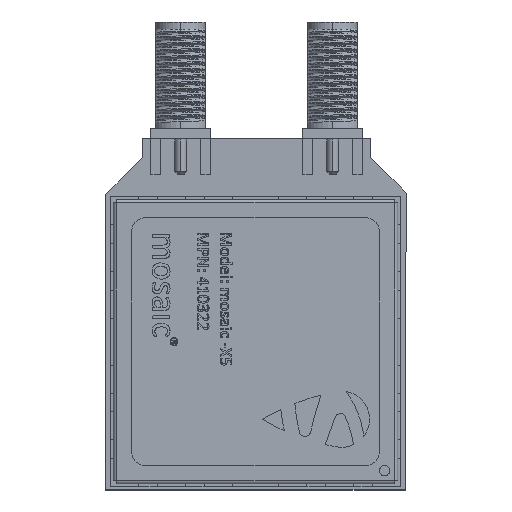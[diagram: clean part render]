
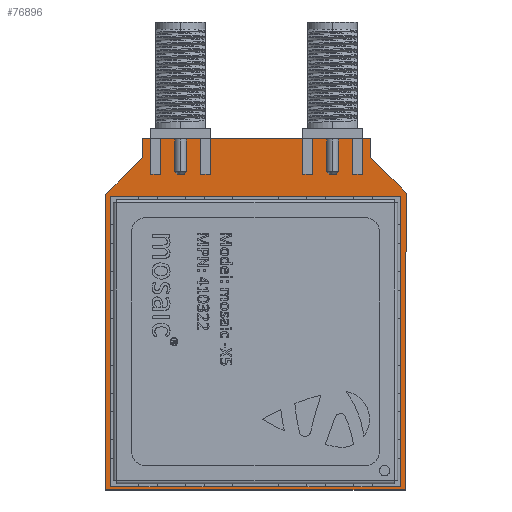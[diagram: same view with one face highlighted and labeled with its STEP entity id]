
A CAD part, top view. The second image highlights one B-rep face of the part: STEP entity #76896.
In plain terms, the highlighted planar face has unit normal (0, 0, 1).
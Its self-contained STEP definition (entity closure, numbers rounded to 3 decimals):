
#556 = ORIENTED_EDGE ( 'NONE', *, *, #149982, .T. ) ;
#591 = CARTESIAN_POINT ( 'NONE',  ( 0., -25.654, 1. ) ) ;
#728 = ORIENTED_EDGE ( 'NONE', *, *, #153811, .T. ) ;
#2154 = LINE ( 'NONE', #591, #51242 ) ;
#2953 = CARTESIAN_POINT ( 'NONE',  ( 0., 0., 1. ) ) ;
#5513 = CARTESIAN_POINT ( 'NONE',  ( -3.937, -29.591, 1. ) ) ;
#11136 = LINE ( 'NONE', #133332, #63825 ) ;
#11378 = VECTOR ( 'NONE', #22341, 1000. ) ;
#12819 = ORIENTED_EDGE ( 'NONE', *, *, #144376, .T. ) ;
#13032 = VERTEX_POINT ( 'NONE', #36192 ) ;
#13923 = DIRECTION ( 'NONE',  ( -0.707, 0.707, 0. ) ) ;
#16104 = VECTOR ( 'NONE', #42034, 1000. ) ;
#16107 = VECTOR ( 'NONE', #120330, 1000. ) ;
#20430 = CARTESIAN_POINT ( 'NONE',  ( -3.937, -61.214, 1. ) ) ;
#22246 = VERTEX_POINT ( 'NONE', #117263 ) ;
#22341 = DIRECTION ( 'NONE',  ( -1., 0., 0. ) ) ;
#26144 = VERTEX_POINT ( 'NONE', #56440 ) ;
#28674 = CARTESIAN_POINT ( 'NONE',  ( 28.194, -29.464, 1. ) ) ;
#34851 = VECTOR ( 'NONE', #13923, 1000. ) ;
#36192 = CARTESIAN_POINT ( 'NONE',  ( 0., -23.622, 1. ) ) ;
#37916 = DIRECTION ( 'NONE',  ( 0., -1., 0. ) ) ;
#38753 = EDGE_LOOP ( 'NONE', ( #105656, #129192, #109067, #12819, #73756, #728, #103095, #556 ) ) ;
#39780 = DIRECTION ( 'NONE',  ( 0.004, 1., 0. ) ) ;
#41578 = EDGE_CURVE ( 'NONE', #129680, #59084, #60756, .T. ) ;
#42034 = DIRECTION ( 'NONE',  ( -0.707, -0.707, 0. ) ) ;
#51242 = VECTOR ( 'NONE', #37916, 1000. ) ;
#51497 = VERTEX_POINT ( 'NONE', #93098 ) ;
#56440 = CARTESIAN_POINT ( 'NONE',  ( -3.937, -29.591, 1. ) ) ;
#57201 = EDGE_CURVE ( 'NONE', #95487, #129680, #148427, .T. ) ;
#59084 = VERTEX_POINT ( 'NONE', #96817 ) ;
#59841 = VECTOR ( 'NONE', #39780, 1000. ) ;
#60756 = LINE ( 'NONE', #156715, #34851 ) ;
#61571 = CARTESIAN_POINT ( 'NONE',  ( 0., -25.654, 1. ) ) ;
#62529 = FACE_OUTER_BOUND ( 'NONE', #38753, .T. ) ;
#63825 = VECTOR ( 'NONE', #143631, 1000. ) ;
#72779 = LINE ( 'NONE', #95757, #16107 ) ;
#72879 = DIRECTION ( 'NONE',  ( -1., 0., 0. ) ) ;
#73756 = ORIENTED_EDGE ( 'NONE', *, *, #76927, .T. ) ;
#76896 = ADVANCED_FACE ( 'NONE', ( #62529 ), #133927, .F. ) ;
#76927 = EDGE_CURVE ( 'NONE', #13032, #118475, #2154, .T. ) ;
#79074 = EDGE_CURVE ( 'NONE', #59084, #51497, #72779, .T. ) ;
#92642 = DIRECTION ( 'NONE',  ( 0., -1., 0. ) ) ;
#93098 = CARTESIAN_POINT ( 'NONE',  ( 24.384, -23.622, 1. ) ) ;
#95487 = VERTEX_POINT ( 'NONE', #121915 ) ;
#95757 = CARTESIAN_POINT ( 'NONE',  ( 24.384, -23.622, 1. ) ) ;
#96817 = CARTESIAN_POINT ( 'NONE',  ( 24.384, -25.654, 1. ) ) ;
#103095 = ORIENTED_EDGE ( 'NONE', *, *, #110715, .T. ) ;
#105656 = ORIENTED_EDGE ( 'NONE', *, *, #57201, .T. ) ;
#109067 = ORIENTED_EDGE ( 'NONE', *, *, #79074, .T. ) ;
#110715 = EDGE_CURVE ( 'NONE', #26144, #22246, #152873, .T. ) ;
#110897 = DIRECTION ( 'NONE',  ( 0., 0., -1. ) ) ;
#113528 = VECTOR ( 'NONE', #92642, 1000. ) ;
#114259 = LINE ( 'NONE', #5513, #16104 ) ;
#116782 = LINE ( 'NONE', #131814, #11378 ) ;
#117263 = CARTESIAN_POINT ( 'NONE',  ( -3.937, -61.214, 1. ) ) ;
#118475 = VERTEX_POINT ( 'NONE', #61571 ) ;
#119582 = AXIS2_PLACEMENT_3D ( 'NONE', #2953, #110897, #72879 ) ;
#120330 = DIRECTION ( 'NONE',  ( 0., 1., 0. ) ) ;
#121915 = CARTESIAN_POINT ( 'NONE',  ( 28.067, -61.214, 1. ) ) ;
#129192 = ORIENTED_EDGE ( 'NONE', *, *, #41578, .T. ) ;
#129680 = VERTEX_POINT ( 'NONE', #129998 ) ;
#129998 = CARTESIAN_POINT ( 'NONE',  ( 28.194, -29.464, 1. ) ) ;
#131814 = CARTESIAN_POINT ( 'NONE',  ( 0., -23.622, 1. ) ) ;
#133332 = CARTESIAN_POINT ( 'NONE',  ( 28.067, -61.214, 1. ) ) ;
#133927 = PLANE ( 'NONE',  #119582 ) ;
#143631 = DIRECTION ( 'NONE',  ( 1., 0., 0. ) ) ;
#144376 = EDGE_CURVE ( 'NONE', #51497, #13032, #116782, .T. ) ;
#148427 = LINE ( 'NONE', #28674, #59841 ) ;
#149982 = EDGE_CURVE ( 'NONE', #22246, #95487, #11136, .T. ) ;
#152873 = LINE ( 'NONE', #20430, #113528 ) ;
#153811 = EDGE_CURVE ( 'NONE', #118475, #26144, #114259, .T. ) ;
#156715 = CARTESIAN_POINT ( 'NONE',  ( 24.384, -25.654, 1. ) ) ;
